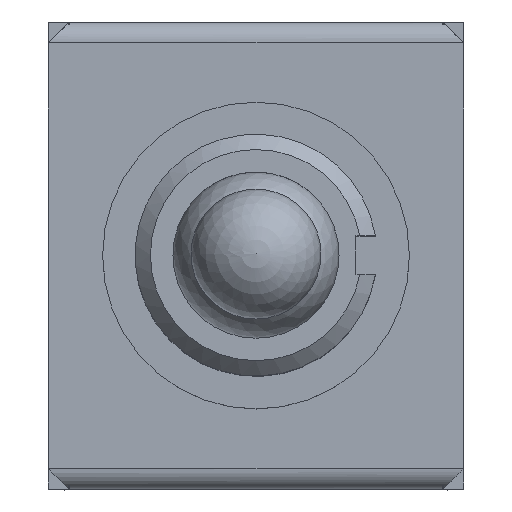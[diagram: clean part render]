
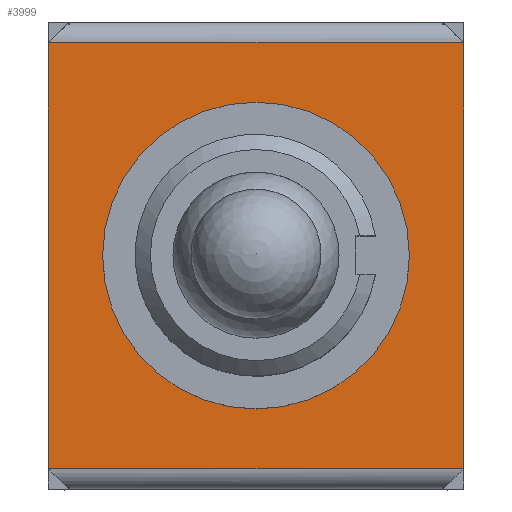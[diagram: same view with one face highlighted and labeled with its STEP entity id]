
A CAD part, top view. The second image highlights one B-rep face of the part: STEP entity #3999.
In plain terms, the highlighted planar face has unit normal (0, 0, 1).
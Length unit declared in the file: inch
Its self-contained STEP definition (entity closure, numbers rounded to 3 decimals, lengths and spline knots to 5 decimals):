
#160=FACE_BOUND('',#661,.T.);
#225=PLANE('',#4277);
#430=FACE_OUTER_BOUND('',#660,.T.);
#660=EDGE_LOOP('',(#3268,#3269,#3270,#3271,#3272,#3273,#3274,#3275));
#661=EDGE_LOOP('',(#3276));
#937=LINE('',#7291,#1359);
#941=LINE('',#7300,#1363);
#968=LINE('',#7359,#1390);
#970=LINE('',#7365,#1392);
#973=LINE('',#7370,#1395);
#974=LINE('',#7372,#1396);
#975=LINE('',#7374,#1397);
#976=LINE('',#7375,#1398);
#1359=VECTOR('',#4847,0.3937);
#1363=VECTOR('',#4855,0.3937);
#1390=VECTOR('',#4894,0.3937);
#1392=VECTOR('',#4900,0.3937);
#1395=VECTOR('',#4905,0.3937);
#1396=VECTOR('',#4906,0.3937);
#1397=VECTOR('',#4907,0.3937);
#1398=VECTOR('',#4908,0.3937);
#1630=CIRCLE('',#4150,0.11811);
#1703=VERTEX_POINT('',#5460);
#1895=VERTEX_POINT('',#7288);
#1896=VERTEX_POINT('',#7290);
#1899=VERTEX_POINT('',#7298);
#1924=VERTEX_POINT('',#7356);
#1925=VERTEX_POINT('',#7358);
#1927=VERTEX_POINT('',#7364);
#1929=VERTEX_POINT('',#7371);
#1930=VERTEX_POINT('',#7373);
#2101=EDGE_CURVE('',#1703,#1703,#1630,.T.);
#2375=EDGE_CURVE('',#1895,#1896,#937,.T.);
#2380=EDGE_CURVE('',#1899,#1895,#941,.T.);
#2410=EDGE_CURVE('',#1924,#1925,#968,.T.);
#2413=EDGE_CURVE('',#1925,#1927,#970,.T.);
#2416=EDGE_CURVE('',#1927,#1899,#973,.T.);
#2417=EDGE_CURVE('',#1929,#1924,#974,.T.);
#2418=EDGE_CURVE('',#1930,#1929,#975,.T.);
#2419=EDGE_CURVE('',#1896,#1930,#976,.T.);
#3268=ORIENTED_EDGE('',*,*,#2375,.F.);
#3269=ORIENTED_EDGE('',*,*,#2380,.F.);
#3270=ORIENTED_EDGE('',*,*,#2416,.F.);
#3271=ORIENTED_EDGE('',*,*,#2413,.F.);
#3272=ORIENTED_EDGE('',*,*,#2410,.F.);
#3273=ORIENTED_EDGE('',*,*,#2417,.F.);
#3274=ORIENTED_EDGE('',*,*,#2418,.F.);
#3275=ORIENTED_EDGE('',*,*,#2419,.F.);
#3276=ORIENTED_EDGE('',*,*,#2101,.T.);
#3999=ADVANCED_FACE('',(#430,#160),#225,.T.);
#4150=AXIS2_PLACEMENT_3D('',#5462,#4467,#4468);
#4277=AXIS2_PLACEMENT_3D('',#7369,#4903,#4904);
#4467=DIRECTION('center_axis',(0.,0.,
-1.));
#4468=DIRECTION('ref_axis',(-1.,0.,0.));
#4847=DIRECTION('',(1.,0.,0.));
#4855=DIRECTION('',(0.707,0.707,0.));
#4894=DIRECTION('',(-1.,0.,0.));
#4900=DIRECTION('',(-0.707,0.707,0.));
#4903=DIRECTION('center_axis',(0.,0.,
1.));
#4904=DIRECTION('ref_axis',(1.,0.,0.));
#4905=DIRECTION('',(0.,1.,0.));
#4906=DIRECTION('',(-0.707,-0.707,0.));
#4907=DIRECTION('',(0.,-1.,0.));
#4908=DIRECTION('',(0.707,-0.707,0.));
#5460=CARTESIAN_POINT('',(0.11811,0.,0.28858));
#5462=CARTESIAN_POINT('Origin',(0.,0.,
0.28858));
#7288=CARTESIAN_POINT('',(-0.15965,0.16417,0.28858));
#7290=CARTESIAN_POINT('',(0.15965,0.16417,0.28858));
#7291=CARTESIAN_POINT('',(-0.08002,0.16417,0.28858));
#7298=CARTESIAN_POINT('',(-0.16004,0.16378,0.28858));
#7300=CARTESIAN_POINT('',(-0.15694,0.16688,0.28858));
#7356=CARTESIAN_POINT('',(0.15965,-0.16417,0.28858));
#7358=CARTESIAN_POINT('',(-0.15965,-0.16417,0.28858));
#7359=CARTESIAN_POINT('',(0.08002,-0.16417,0.28858));
#7364=CARTESIAN_POINT('',(-0.16004,-0.16378,0.28858));
#7365=CARTESIAN_POINT('',(-0.15694,-0.16688,0.28858));
#7369=CARTESIAN_POINT('Origin',(0.,0.,
0.28858));
#7370=CARTESIAN_POINT('',(-0.16004,-0.17992,0.28858));
#7371=CARTESIAN_POINT('',(0.16004,-0.16378,0.28858));
#7372=CARTESIAN_POINT('',(0.15694,-0.16688,0.28858));
#7373=CARTESIAN_POINT('',(0.16004,0.16378,0.28858));
#7374=CARTESIAN_POINT('',(0.16004,0.17992,0.28858));
#7375=CARTESIAN_POINT('',(0.15694,0.16688,0.28858));
